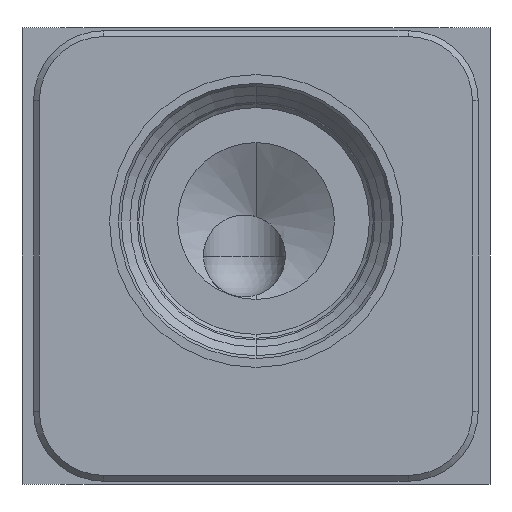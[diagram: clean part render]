
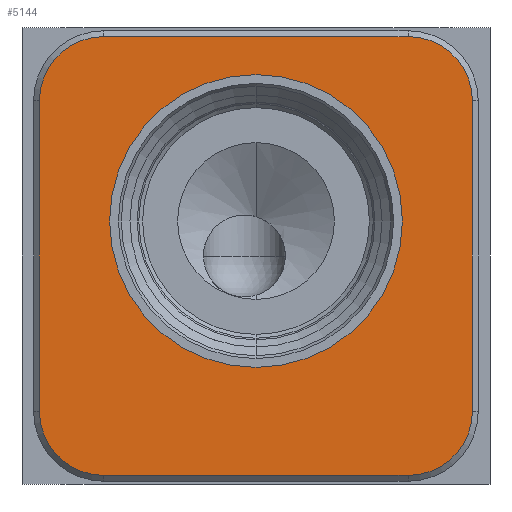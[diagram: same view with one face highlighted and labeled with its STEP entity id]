
A CAD part, front view. The second image highlights one B-rep face of the part: STEP entity #5144.
In plain terms, the highlighted planar face has unit normal (0, -1, 0).
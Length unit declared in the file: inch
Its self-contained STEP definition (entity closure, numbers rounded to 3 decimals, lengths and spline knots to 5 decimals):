
#2316=CARTESIAN_POINT('',(1.25,-5.094,1.406));
#2317=DIRECTION('',(0.,1.,0.));
#2318=DIRECTION('',(0.,0.,-1.));
#2319=AXIS2_PLACEMENT_3D('',#2316,#2317,#2318);
#2321=CARTESIAN_POINT('',(1.25,-5.094,1.406));
#2322=DIRECTION('',(0.,1.,0.));
#2323=DIRECTION('',(0.,0.,1.));
#2324=AXIS2_PLACEMENT_3D('',#2321,#2322,#2323);
#2326=CARTESIAN_POINT('',(2.062,-5.094,2.047));
#2327=DIRECTION('',(0.,1.,0.));
#2328=DIRECTION('',(0.,0.,1.));
#2329=AXIS2_PLACEMENT_3D('',#2326,#2327,#2328);
#2340=DIRECTION('',(1.,0.,0.));
#2341=VECTOR('',#2340,1.625);
#2342=CARTESIAN_POINT('',(0.437,-5.094,2.391));
#2343=LINE('',#2342,#2341);
#2352=CARTESIAN_POINT('',(0.437,-5.094,2.047));
#2353=DIRECTION('',(0.,1.,0.));
#2354=DIRECTION('',(-1.,0.,0.));
#2355=AXIS2_PLACEMENT_3D('',#2352,#2353,#2354);
#2366=DIRECTION('',(0.,0.,1.));
#2367=VECTOR('',#2366,1.656);
#2368=CARTESIAN_POINT('',(0.093,-5.094,0.391));
#2369=LINE('',#2368,#2367);
#2378=CARTESIAN_POINT('',(0.437,-5.094,0.391));
#2379=DIRECTION('',(0.,1.,0.));
#2380=DIRECTION('',(0.,0.,-1.));
#2381=AXIS2_PLACEMENT_3D('',#2378,#2379,#2380);
#2392=DIRECTION('',(-1.,0.,0.));
#2393=VECTOR('',#2392,1.625);
#2394=CARTESIAN_POINT('',(2.062,-5.094,0.047));
#2395=LINE('',#2394,#2393);
#2400=CARTESIAN_POINT('',(2.062,-5.094,0.391));
#2401=DIRECTION('',(0.,1.,0.));
#2402=DIRECTION('',(1.,0.,0.));
#2403=AXIS2_PLACEMENT_3D('',#2400,#2401,#2402);
#2418=DIRECTION('',(0.,0.,-1.));
#2419=VECTOR('',#2418,1.656);
#2420=CARTESIAN_POINT('',(2.406,-5.094,2.047));
#2421=LINE('',#2420,#2419);
#3751=CARTESIAN_POINT('',(2.062,-5.094,0.047));
#3752=CARTESIAN_POINT('',(0.437,-5.094,0.047));
#3753=VERTEX_POINT('',#3751);
#3754=VERTEX_POINT('',#3752);
#3759=CARTESIAN_POINT('',(0.093,-5.094,0.391));
#3760=VERTEX_POINT('',#3759);
#3763=CARTESIAN_POINT('',(0.093,-5.094,2.047));
#3764=VERTEX_POINT('',#3763);
#3767=CARTESIAN_POINT('',(0.437,-5.094,2.391));
#3768=VERTEX_POINT('',#3767);
#3771=CARTESIAN_POINT('',(2.062,-5.094,2.391));
#3772=VERTEX_POINT('',#3771);
#3775=CARTESIAN_POINT('',(2.406,-5.094,2.047));
#3776=VERTEX_POINT('',#3775);
#3779=CARTESIAN_POINT('',(2.406,-5.094,0.391));
#3780=VERTEX_POINT('',#3779);
#3827=CARTESIAN_POINT('',(1.25,-5.094,0.624));
#3828=CARTESIAN_POINT('',(1.25,-5.094,2.188));
#3829=VERTEX_POINT('',#3827);
#3830=VERTEX_POINT('',#3828);
#5116=CARTESIAN_POINT('',(0.,-5.094,0.));
#5117=DIRECTION('',(0.,-1.,0.));
#5118=DIRECTION('',(1.,0.,0.));
#5119=AXIS2_PLACEMENT_3D('',#5116,#5117,#5118);
#5120=PLANE('',#5119);
#5122=ORIENTED_EDGE('',*,*,#5121,.T.);
#5124=ORIENTED_EDGE('',*,*,#5123,.T.);
#5126=ORIENTED_EDGE('',*,*,#5125,.T.);
#5128=ORIENTED_EDGE('',*,*,#5127,.T.);
#5130=ORIENTED_EDGE('',*,*,#5129,.T.);
#5132=ORIENTED_EDGE('',*,*,#5131,.T.);
#5134=ORIENTED_EDGE('',*,*,#5133,.T.);
#5136=ORIENTED_EDGE('',*,*,#5135,.T.);
#5137=EDGE_LOOP('',(#5122,#5124,#5126,#5128,#5130,#5132,#5134,#5136));
#5138=FACE_OUTER_BOUND('',#5137,.F.);
#5140=ORIENTED_EDGE('',*,*,#5139,.F.);
#5141=ORIENTED_EDGE('',*,*,#5106,.F.);
#5142=EDGE_LOOP('',(#5140,#5141));
#5143=FACE_BOUND('',#5142,.F.);
#5144=ADVANCED_FACE('',(#5138,#5143),#5120,.T.);
#2320=CIRCLE('',#2319,0.782);
#2325=CIRCLE('',#2324,0.782);
#2330=CIRCLE('',#2329,0.344);
#2356=CIRCLE('',#2355,0.344);
#2382=CIRCLE('',#2381,0.344);
#2404=CIRCLE('',#2403,0.344);
#5106=EDGE_CURVE('',#3830,#3829,#2325,.T.);
#5121=EDGE_CURVE('',#3772,#3776,#2330,.T.);
#5123=EDGE_CURVE('',#3776,#3780,#2421,.T.);
#5125=EDGE_CURVE('',#3780,#3753,#2404,.T.);
#5127=EDGE_CURVE('',#3753,#3754,#2395,.T.);
#5129=EDGE_CURVE('',#3754,#3760,#2382,.T.);
#5131=EDGE_CURVE('',#3760,#3764,#2369,.T.);
#5133=EDGE_CURVE('',#3764,#3768,#2356,.T.);
#5135=EDGE_CURVE('',#3768,#3772,#2343,.T.);
#5139=EDGE_CURVE('',#3829,#3830,#2320,.T.);
